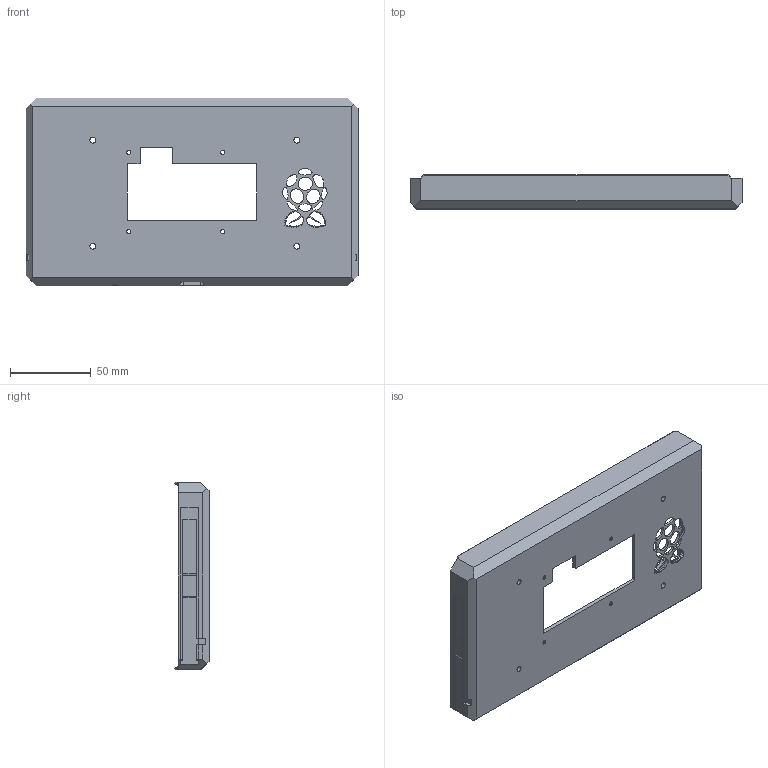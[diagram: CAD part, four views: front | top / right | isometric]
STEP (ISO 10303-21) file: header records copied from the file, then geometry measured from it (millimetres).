
FILE_DESCRIPTION (( 'STEP AP214' ), '1' );
FILE_NAME ('Base 7 v2.STEP', '2019-03-01T16:25:19', ( '' ), ( '' ), 'SwSTEP 2.0', 'SolidWorks 2018', '' );
FILE_SCHEMA (( 'AUTOMOTIVE_DESIGN' ));
Length unit declared in the file: millimetre
Products named in the file (1): Base 7 v2
Bounding box: 205 x 21 x 115.8 mm (x, y, z)
Volume: 88367.7 mm3; surface area: 67069.5 mm2
Topology: 1 solids, 1 shells, 322 faces, 918 edges, 596 vertices
Faces by surface type: plane 152, bspline 99, cylinder 63, cone 8
Entity records: 11097 total; most frequent: CARTESIAN_POINT 3295, ORIENTED_EDGE 1836, DIRECTION 1228, EDGE_CURVE 918, VERTEX_POINT 596, LINE 578, VECTOR 578, EDGE_LOOP 372
